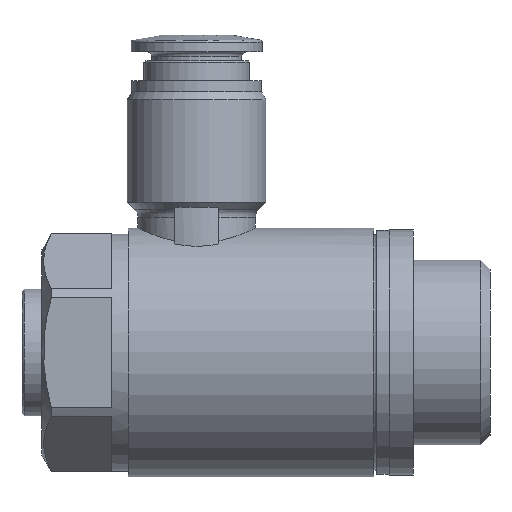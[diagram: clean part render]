
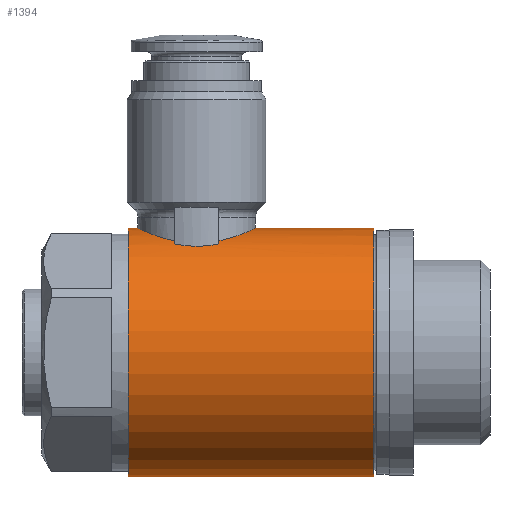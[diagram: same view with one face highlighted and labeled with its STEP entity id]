
A CAD part, left-side view. The second image highlights one B-rep face of the part: STEP entity #1394.
In plain terms, the highlighted cylindrical face has radius 11.2 mm (diameter 22.4 mm), a full revolution.
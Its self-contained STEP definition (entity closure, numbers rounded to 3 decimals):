
#131=CIRCLE('',#1470,11.2);
#132=CIRCLE('',#1471,11.2);
#133=CIRCLE('',#1472,11.2);
#134=CIRCLE('',#1473,11.2);
#135=CIRCLE('',#1474,11.2);
#136=CIRCLE('',#1475,11.2);
#197=ORIENTED_EDGE('',*,*,#433,.F.);
#198=ORIENTED_EDGE('',*,*,#434,.T.);
#199=ORIENTED_EDGE('',*,*,#435,.F.);
#200=ORIENTED_EDGE('',*,*,#436,.F.);
#201=ORIENTED_EDGE('',*,*,#437,.F.);
#202=ORIENTED_EDGE('',*,*,#438,.F.);
#203=ORIENTED_EDGE('',*,*,#439,.F.);
#204=ORIENTED_EDGE('',*,*,#440,.F.);
#205=ORIENTED_EDGE('',*,*,#441,.F.);
#206=ORIENTED_EDGE('',*,*,#442,.F.);
#433=EDGE_CURVE('',#551,#551,#131,.T.);
#434=EDGE_CURVE('',#552,#552,#132,.T.);
#435=EDGE_CURVE('',#553,#554,#133,.T.);
#436=EDGE_CURVE('',#555,#553,#642,.T.);
#437=EDGE_CURVE('',#556,#555,#134,.T.);
#438=EDGE_CURVE('',#557,#556,#643,.T.);
#439=EDGE_CURVE('',#558,#557,#135,.T.);
#440=EDGE_CURVE('',#559,#558,#644,.T.);
#441=EDGE_CURVE('',#560,#559,#136,.T.);
#442=EDGE_CURVE('',#554,#560,#645,.T.);
#551=VERTEX_POINT('',#1919);
#552=VERTEX_POINT('',#1921);
#553=VERTEX_POINT('',#1923);
#554=VERTEX_POINT('',#1924);
#555=VERTEX_POINT('',#1932);
#556=VERTEX_POINT('',#1934);
#557=VERTEX_POINT('',#1940);
#558=VERTEX_POINT('',#1942);
#559=VERTEX_POINT('',#1950);
#560=VERTEX_POINT('',#1952);
#642=B_SPLINE_CURVE_WITH_KNOTS('',3,(#1925,#1926,#1927,#1928,#1929,#1930,
#1931),.UNSPECIFIED.,.F.,.F.,(4,1,1,1,4),(0.019,0.022,
0.025,0.028,0.032),.UNSPECIFIED.);
#643=B_SPLINE_CURVE_WITH_KNOTS('',3,(#1935,#1936,#1937,#1938,#1939),
 .UNSPECIFIED.,.F.,.F.,(4,1,4),(0.,0.002,0.004),
 .UNSPECIFIED.);
#644=B_SPLINE_CURVE_WITH_KNOTS('',3,(#1943,#1944,#1945,#1946,#1947,#1948,
#1949),.UNSPECIFIED.,.F.,.F.,(4,1,1,1,4),(0.002,0.005,
0.008,0.012,0.015),
 .UNSPECIFIED.);
#645=B_SPLINE_CURVE_WITH_KNOTS('',3,(#1953,#1954,#1955,#1956,#1957),
 .UNSPECIFIED.,.F.,.F.,(4,1,4),(0.,0.002,0.004),
 .UNSPECIFIED.);
#666=EDGE_LOOP('',(#197));
#667=EDGE_LOOP('',(#198));
#668=EDGE_LOOP('',(#199,#200,#201,#202,#203,#204,#205,#206));
#778=FACE_BOUND('',#666,.T.);
#779=FACE_BOUND('',#667,.T.);
#780=FACE_BOUND('',#668,.T.);
#889=CYLINDRICAL_SURFACE('',#1469,11.2);
#1394=ADVANCED_FACE('',(#778,#779,#780),#889,.T.);
#1469=AXIS2_PLACEMENT_3D('',#1917,#1607,#1608);
#1470=AXIS2_PLACEMENT_3D('',#1918,#1609,#1610);
#1471=AXIS2_PLACEMENT_3D('',#1920,#1611,#1612);
#1472=AXIS2_PLACEMENT_3D('',#1922,#1613,#1614);
#1473=AXIS2_PLACEMENT_3D('',#1933,#1615,#1616);
#1474=AXIS2_PLACEMENT_3D('',#1941,#1617,#1618);
#1475=AXIS2_PLACEMENT_3D('',#1951,#1619,#1620);
#1607=DIRECTION('',(0.,-1.,0.));
#1608=DIRECTION('',(0.,0.,-1.));
#1609=DIRECTION('',(0.,-1.,0.));
#1610=DIRECTION('',(0.,0.,-1.));
#1611=DIRECTION('',(0.,-1.,0.));
#1612=DIRECTION('',(0.,0.,-1.));
#1613=DIRECTION('',(0.,-1.,0.));
#1614=DIRECTION('',(0.,0.,-1.));
#1615=DIRECTION('',(0.,-1.,0.));
#1616=DIRECTION('',(0.,0.,-1.));
#1617=DIRECTION('',(0.,1.,0.));
#1618=DIRECTION('',(0.,0.,1.));
#1619=DIRECTION('',(0.,1.,0.));
#1620=DIRECTION('',(0.,0.,1.));
#1917=CARTESIAN_POINT('',(0.,-26.45,0.));
#1918=CARTESIAN_POINT('',(0.,-15.95,0.));
#1919=CARTESIAN_POINT('',(0.,-15.95,-11.2));
#1920=CARTESIAN_POINT('',(0.,6.15,0.));
#1921=CARTESIAN_POINT('',(0.,6.15,-11.2));
#1922=CARTESIAN_POINT('',(0.,2.,0.));
#1923=CARTESIAN_POINT('',(-4.908,2.,10.067));
#1924=CARTESIAN_POINT('',(-5.444,2.,9.788));
#1925=CARTESIAN_POINT('',(4.908,2.,10.067));
#1926=CARTESIAN_POINT('',(4.511,2.975,10.261));
#1927=CARTESIAN_POINT('',(3.172,4.63,10.863));
#1928=CARTESIAN_POINT('',(0.005,5.634,11.368));
#1929=CARTESIAN_POINT('',(-3.172,4.634,10.864));
#1930=CARTESIAN_POINT('',(-4.513,2.969,10.26));
#1931=CARTESIAN_POINT('',(-4.908,2.,10.067));
#1932=CARTESIAN_POINT('',(4.908,2.,10.067));
#1933=CARTESIAN_POINT('',(0.,2.,0.));
#1934=CARTESIAN_POINT('',(5.444,2.,9.788));
#1935=CARTESIAN_POINT('',(5.444,-2.,9.788));
#1936=CARTESIAN_POINT('',(5.678,-1.364,9.658));
#1937=CARTESIAN_POINT('',(5.922,-0.001,9.505));
#1938=CARTESIAN_POINT('',(5.678,1.363,9.658));
#1939=CARTESIAN_POINT('',(5.444,2.,9.788));
#1940=CARTESIAN_POINT('',(5.444,-2.,9.788));
#1941=CARTESIAN_POINT('',(0.,-2.,0.));
#1942=CARTESIAN_POINT('',(4.908,-2.,10.067));
#1943=CARTESIAN_POINT('',(-4.908,-2.,10.067));
#1944=CARTESIAN_POINT('',(-4.513,-2.971,10.26));
#1945=CARTESIAN_POINT('',(-3.168,-4.634,10.864));
#1946=CARTESIAN_POINT('',(-0.009,-5.632,11.368));
#1947=CARTESIAN_POINT('',(3.172,-4.637,10.865));
#1948=CARTESIAN_POINT('',(4.515,-2.964,10.259));
#1949=CARTESIAN_POINT('',(4.908,-2.,10.067));
#1950=CARTESIAN_POINT('',(-4.908,-2.,10.067));
#1951=CARTESIAN_POINT('',(0.,-2.,0.));
#1952=CARTESIAN_POINT('',(-5.444,-2.,9.788));
#1953=CARTESIAN_POINT('',(-5.444,2.,9.788));
#1954=CARTESIAN_POINT('',(-5.678,1.364,9.658));
#1955=CARTESIAN_POINT('',(-5.922,0.001,9.505));
#1956=CARTESIAN_POINT('',(-5.678,-1.363,9.658));
#1957=CARTESIAN_POINT('',(-5.444,-2.,9.788));
